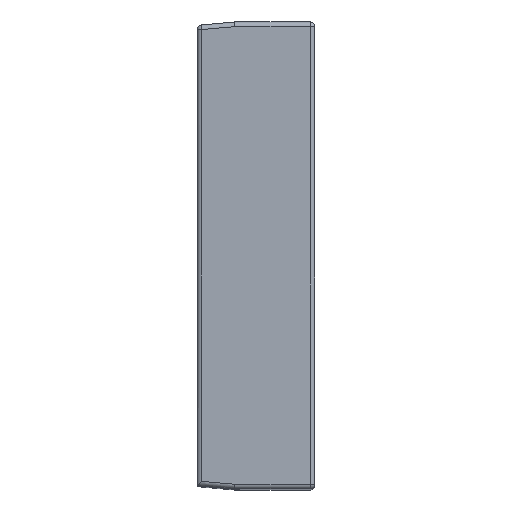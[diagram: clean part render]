
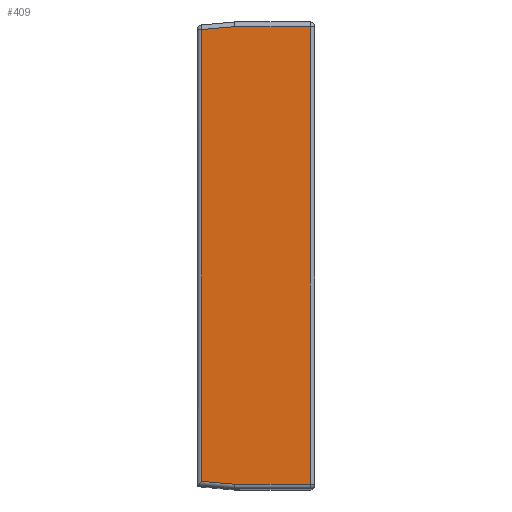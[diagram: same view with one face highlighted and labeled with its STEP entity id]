
A CAD part, top view. The second image highlights one B-rep face of the part: STEP entity #409.
In plain terms, the highlighted planar face has unit normal (0, 0, 1).
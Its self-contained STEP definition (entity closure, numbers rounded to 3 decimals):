
#121 = DIRECTION ( 'NONE',  ( -0.996, -0.087, 0. ) ) ;
#183 = EDGE_CURVE ( 'NONE', #3090, #4071, #197, .T. ) ;
#197 = LINE ( 'NONE', #3630, #4203 ) ;
#226 = LINE ( 'NONE', #4323, #582 ) ;
#233 = CARTESIAN_POINT ( 'NONE',  ( 2.314, 9.957, 13.081 ) ) ;
#342 = CARTESIAN_POINT ( 'NONE',  ( -0.854, -9.762, 13.081 ) ) ;
#394 = ORIENTED_EDGE ( 'NONE', *, *, #752, .T. ) ;
#409 = ADVANCED_FACE ( 'NONE', ( #4083 ), #2029, .T. ) ;
#415 = CARTESIAN_POINT ( 'NONE',  ( 0., 0., 13.081 ) ) ;
#582 = VECTOR ( 'NONE', #1265, 1000. ) ;
#623 = ORIENTED_EDGE ( 'NONE', *, *, #183, .T. ) ;
#691 = DIRECTION ( 'NONE',  ( 0.996, -0.087, 0. ) ) ;
#752 = EDGE_CURVE ( 'NONE', #2394, #3090, #1685, .T. ) ;
#780 = ORIENTED_EDGE ( 'NONE', *, *, #889, .T. ) ;
#889 = EDGE_CURVE ( 'NONE', #4071, #4235, #1046, .T. ) ;
#952 = CARTESIAN_POINT ( 'NONE',  ( 2.315, -9.757, 13.081 ) ) ;
#1046 = LINE ( 'NONE', #2387, #3701 ) ;
#1078 = EDGE_CURVE ( 'NONE', #4235, #2703, #1420, .T. ) ;
#1265 = DIRECTION ( 'NONE',  ( 1., 0., 0. ) ) ;
#1372 = DIRECTION ( 'NONE',  ( 0., 0., 1. ) ) ;
#1406 = LINE ( 'NONE', #342, #2727 ) ;
#1420 = LINE ( 'NONE', #3775, #4051 ) ;
#1685 = LINE ( 'NONE', #233, #3133 ) ;
#1709 = EDGE_CURVE ( 'NONE', #2703, #1911, #1406, .T. ) ;
#1911 = VERTEX_POINT ( 'NONE', #4137 ) ;
#2029 = PLANE ( 'NONE',  #2054 ) ;
#2054 = AXIS2_PLACEMENT_3D ( 'NONE', #415, #1372, #3746 ) ;
#2281 = DIRECTION ( 'NONE',  ( 0., 1., 0. ) ) ;
#2387 = CARTESIAN_POINT ( 'NONE',  ( -2.497, 9.618, 13.081 ) ) ;
#2394 = VERTEX_POINT ( 'NONE', #952 ) ;
#2703 = VERTEX_POINT ( 'NONE', #3049 ) ;
#2727 = VECTOR ( 'NONE', #691, 1000. ) ;
#2799 = ORIENTED_EDGE ( 'NONE', *, *, #1709, .T. ) ;
#2896 = DIRECTION ( 'NONE',  ( -1., 0., 0. ) ) ;
#2931 = CARTESIAN_POINT ( 'NONE',  ( 2.314, 9.757, 13.081 ) ) ;
#3007 = CARTESIAN_POINT ( 'NONE',  ( -2.315, 9.634, 13.081 ) ) ;
#3036 = ORIENTED_EDGE ( 'NONE', *, *, #1078, .T. ) ;
#3049 = CARTESIAN_POINT ( 'NONE',  ( -2.314, -9.634, 13.081 ) ) ;
#3090 = VERTEX_POINT ( 'NONE', #2931 ) ;
#3133 = VECTOR ( 'NONE', #2281, 1000. ) ;
#3215 = CARTESIAN_POINT ( 'NONE',  ( -0.906, 9.757, 13.081 ) ) ;
#3233 = ORIENTED_EDGE ( 'NONE', *, *, #4136, .T. ) ;
#3630 = CARTESIAN_POINT ( 'NONE',  ( 0., 9.757, 13.081 ) ) ;
#3701 = VECTOR ( 'NONE', #121, 1000. ) ;
#3746 = DIRECTION ( 'NONE',  ( 1., 0., 0. ) ) ;
#3775 = CARTESIAN_POINT ( 'NONE',  ( -2.314, 0., 13.081 ) ) ;
#4051 = VECTOR ( 'NONE', #4116, 1000. ) ;
#4071 = VERTEX_POINT ( 'NONE', #3215 ) ;
#4083 = FACE_OUTER_BOUND ( 'NONE', #4142, .T. ) ;
#4116 = DIRECTION ( 'NONE',  ( 0., -1., 0. ) ) ;
#4136 = EDGE_CURVE ( 'NONE', #1911, #2394, #226, .T. ) ;
#4137 = CARTESIAN_POINT ( 'NONE',  ( -0.906, -9.757, 13.081 ) ) ;
#4142 = EDGE_LOOP ( 'NONE', ( #780, #3036, #2799, #3233, #394, #623 ) ) ;
#4203 = VECTOR ( 'NONE', #2896, 1000. ) ;
#4235 = VERTEX_POINT ( 'NONE', #3007 ) ;
#4323 = CARTESIAN_POINT ( 'NONE',  ( 2.515, -9.757, 13.081 ) ) ;
